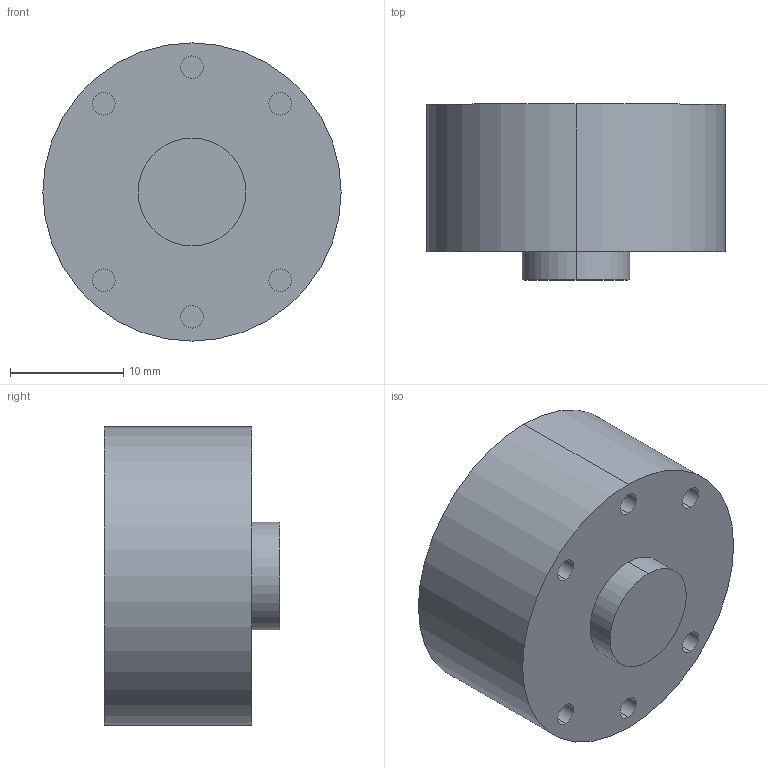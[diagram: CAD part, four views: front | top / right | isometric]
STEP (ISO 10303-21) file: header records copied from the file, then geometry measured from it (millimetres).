
FILE_DESCRIPTION (( 'STEP AP214' ), '1' );
FILE_NAME ('HT2205.STEP', '2025-03-04T02:43:01', ( '' ), ( '' ), 'SwSTEP 2.0', 'SolidWorks 2024', '' );
FILE_SCHEMA (( 'AUTOMOTIVE_DESIGN' ));
Length unit declared in the file: millimetre
Products named in the file (1): HT2205
Bounding box: 26.3 x 15.5 x 26.3 mm (x, y, z)
Volume: 7192.4 mm3; surface area: 2329.5 mm2
Topology: 1 solids, 1 shells, 37 faces, 72 edges, 48 vertices
Faces by surface type: cylinder 24, plane 13
Entity records: 997 total; most frequent: DIRECTION 196, CARTESIAN_POINT 158, ORIENTED_EDGE 144, AXIS2_PLACEMENT_3D 86, EDGE_CURVE 72, VERTEX_POINT 48, CIRCLE 48, EDGE_LOOP 48
